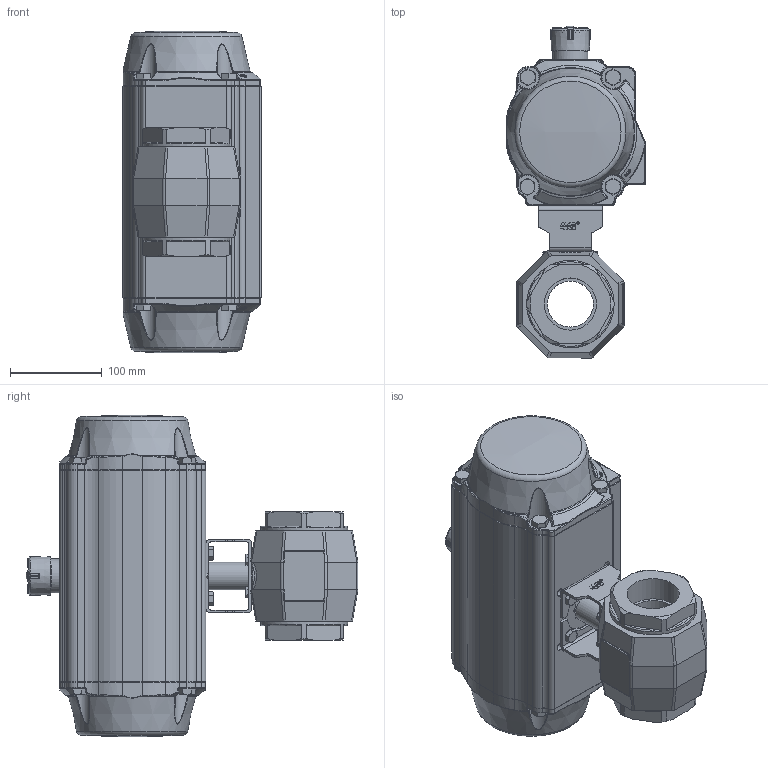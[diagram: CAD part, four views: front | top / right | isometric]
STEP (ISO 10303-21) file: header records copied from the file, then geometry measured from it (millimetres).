
FILE_DESCRIPTION(/* description */ ('Unknown'),/* implementation_level */ '2;1');
FILE_NAME(/* name */ 'FR08 4500_9769-09',/* time_stamp */ '2023-08-16T11:25:25+02:00',/* author */ ('Unknown'),/* organization */ ('Unknown'),/* preprocessor_version */ 'ST-DEVELOPER v18.102',/* originating_system */ 'Solid Edge',/* authorisation */ 'Unknown');
FILE_SCHEMA (('AUTOMOTIVE_DESIGN {1 0 10303 214 3 1 1}'));
Length unit declared in the file: millimetre
Products named in the file (14): AE13_142 4500-09_(AE400-7.500.050); 7.500.050_neu; 49899011_Brücke F07-F05 Höhe 50; 49860300_Spindeladapter Edelstahl_SW17x17x15_Tasche 17x17x16_BL.60_ø3
0; DIN 933 M6x12 A2-70 BLK_EDST; DW07_FR06_(DW333_FR248); KP-125; ָʾ; 硌尨釱; 硌尨梓尨_酴伎; 指示标示(黄色）_红色; cup head nib bolts with large head gb_GB_FASTENER_BOLT_CHNBW M6X25-N; hexagon head bolts--product grade c gb_GB_FASTENER_BOLT_HHBC M10X45-N; DIN 933 M8x16 A2-70 BLK_EDST
Assembly tree (28 placements, depth 4):
  AE13_142 4500-09_(AE400-7.500.050)
    7.500.050_neu
    49899011_Brücke F07-F05 Höhe 50
    49860300_Spindeladapter Edelstahl_SW17x17x15_Tasche 17x17x16_BL.60_ø3
0
    DIN 933 M6x12 A2-70 BLK_EDST  x4
    DW07_FR06_(DW333_FR248)
      KP-125
      ָʾ
        硌尨釱
        硌尨梓尨_酴伎  x2
        指示标示(黄色）_红色  x2
      cup head nib bolts with large head gb_GB_FASTENER_BOLT_CHNBW M6X25-N
      hexagon head bolts--product grade c gb_GB_FASTENER_BOLT_HHBC M10X45-N  x8
    DIN 933 M8x16 A2-70 BLK_EDST  x4
Bounding box: 151 x 360.9 x 349.9 mm (x, y, z)
Volume: 7610662.3 mm3; surface area: 383721.7 mm2
Topology: 26 solids, 26 shells, 1697 faces, 4054 edges, 2452 vertices
Faces by surface type: plane 635, cylinder 445, bspline 256, cone 191, torus 151, sphere 19
Full cylindrical faces by diameter (mm): 3 x16, 3.3 x8, 4.2 x8, 4.66 x1, 4.917 x8, 5 x1, 6 x5, 6.2 x1, 6.8 x4, 7 x4, 8 x4, 8.5 x12, 9 x4, 10 x12, 11.8 x2, 13 x4, 22 x1, 30 x1, 32 x1, 35 x1, 38 x1, 38.5 x1, 50 x1, 56.656 x2, 95 x2
Entity records: 48023 total; most frequent: CARTESIAN_POINT 17365, ORIENTED_EDGE 5978, DIRECTION 5767, EDGE_CURVE 2989, AXIS2_PLACEMENT_3D 2277, VERTEX_POINT 1912, FACE_BOUND 1527, EDGE_LOOP 1500
